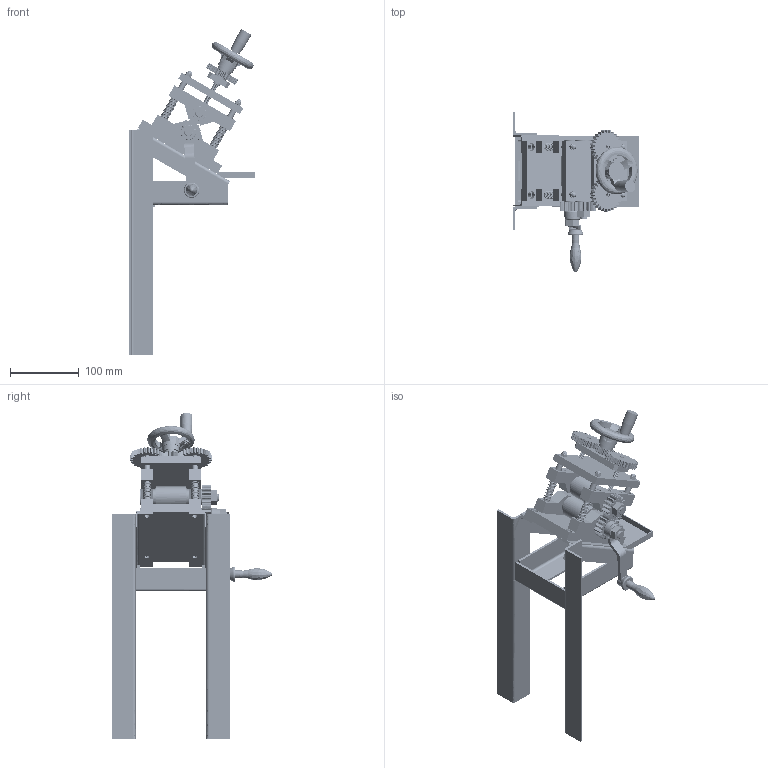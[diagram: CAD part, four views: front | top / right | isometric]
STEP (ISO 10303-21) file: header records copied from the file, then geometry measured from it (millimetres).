
FILE_DESCRIPTION(('FreeCAD Model'),'2;1');
FILE_NAME('Open CASCADE Shape Model','2025-04-25T15:45:35',('FreeCAD'),( 'FreeCAD'),'Open CASCADE STEP processor 7.6','FreeCAD','Unknown');
FILE_SCHEMA(('AUTOMOTIVE_DESIGN { 1 0 10303 214 1 1 1 1 }'));
Products named in the file (1): Open CASCADE STEP translator 7.6 1
Bounding box: 183.55 x 233.56 x 475.13 mm (x, y, z)
Surface area: 420258.5 mm2 (no closed solid volume)
Topology: 0 solids, 1636 shells, 1636 faces, 20609 edges, 20580 vertices
Faces by surface type: bspline 1636
Entity records: 212476 total; most frequent: CARTESIAN_POINT 134942, ORIENTED_EDGE 20588, EDGE_CURVE 20588, VERTEX_POINT 20588, B_SPLINE_CURVE_WITH_KNOTS 6280, FACE_BOUND 1839, EDGE_LOOP 1839, SHELL_BASED_SURFACE_MODEL 1636
